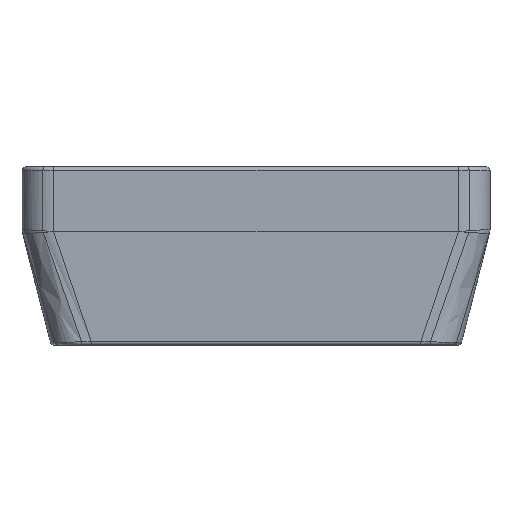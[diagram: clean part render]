
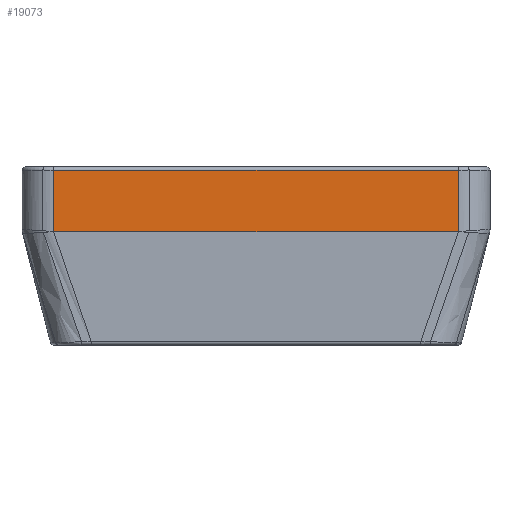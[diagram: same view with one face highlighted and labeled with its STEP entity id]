
A CAD part, front view. The second image highlights one B-rep face of the part: STEP entity #19073.
In plain terms, the highlighted planar face has unit normal (0, -1, 0).
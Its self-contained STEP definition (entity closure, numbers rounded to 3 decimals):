
#10371 = B_SPLINE_SURFACE_WITH_KNOTS('',1,1,(
    (#10372,#10373)
    ,(#10374,#10375
    )),.UNSPECIFIED.,.F.,.F.,.F.,(2,2),(2,2),(0.,25.7),(0.,1.)
  ,.PIECEWISE_BEZIER_KNOTS.);
#10372 = CARTESIAN_POINT('',(-12.85,-19.5,31.2));
#10373 = CARTESIAN_POINT('',(-10.389,-19.5,24.));
#10374 = CARTESIAN_POINT('',(12.85,-19.5,31.2));
#10375 = CARTESIAN_POINT('',(10.389,-19.5,24.));
#12548 = CYLINDRICAL_SURFACE('',#12549,0.2);
#12549 = AXIS2_PLACEMENT_3D('',#12550,#12551,#12552);
#12550 = CARTESIAN_POINT('',(-12.85,-19.3,35.1));
#12551 = DIRECTION('',(1.,0.,0.));
#12552 = DIRECTION('',(0.,0.,1.));
#14650 = VERTEX_POINT('',#14651);
#14651 = CARTESIAN_POINT('',(12.85,-19.5,31.2));
#14673 = VERTEX_POINT('',#14674);
#14674 = CARTESIAN_POINT('',(-12.85,-19.5,31.2));
#14694 = EDGE_CURVE('',#14673,#14650,#14695,.T.);
#14695 = SURFACE_CURVE('',#14696,(#14700,#14707),.PCURVE_S1.);
#14696 = LINE('',#14697,#14698);
#14697 = CARTESIAN_POINT('',(-12.85,-19.5,31.2));
#14698 = VECTOR('',#14699,1.);
#14699 = DIRECTION('',(1.,0.,0.));
#14700 = PCURVE('',#10371,#14701);
#14701 = DEFINITIONAL_REPRESENTATION('',(#14702),#14706);
#14702 = LINE('',#14703,#14704);
#14703 = CARTESIAN_POINT('',(0.,0.));
#14704 = VECTOR('',#14705,1.);
#14705 = DIRECTION('',(1.,0.));
#14706 = ( GEOMETRIC_REPRESENTATION_CONTEXT(2) 
PARAMETRIC_REPRESENTATION_CONTEXT() REPRESENTATION_CONTEXT('2D SPACE',''
  ) );
#14707 = PCURVE('',#14708,#14713);
#14708 = PLANE('',#14709);
#14709 = AXIS2_PLACEMENT_3D('',#14710,#14711,#14712);
#14710 = CARTESIAN_POINT('',(-12.85,-19.5,31.2));
#14711 = DIRECTION('',(0.,1.,0.));
#14712 = DIRECTION('',(1.,0.,0.));
#14713 = DEFINITIONAL_REPRESENTATION('',(#14714),#14718);
#14714 = LINE('',#14715,#14716);
#14715 = CARTESIAN_POINT('',(0.,0.));
#14716 = VECTOR('',#14717,1.);
#14717 = DIRECTION('',(1.,0.));
#14718 = ( GEOMETRIC_REPRESENTATION_CONTEXT(2) 
PARAMETRIC_REPRESENTATION_CONTEXT() REPRESENTATION_CONTEXT('2D SPACE',''
  ) );
#17759 = VERTEX_POINT('',#17760);
#17760 = CARTESIAN_POINT('',(-12.85,-19.5,35.1));
#17797 = CYLINDRICAL_SURFACE('',#17798,2.);
#17798 = AXIS2_PLACEMENT_3D('',#17799,#17800,#17801);
#17799 = CARTESIAN_POINT('',(-12.85,-17.5,31.2));
#17800 = DIRECTION('',(-0.,-0.,-1.));
#17801 = DIRECTION('',(1.,0.,0.));
#17813 = EDGE_CURVE('',#17759,#17814,#17816,.T.);
#17814 = VERTEX_POINT('',#17815);
#17815 = CARTESIAN_POINT('',(12.85,-19.5,35.1));
#17816 = SURFACE_CURVE('',#17817,(#17821,#17828),.PCURVE_S1.);
#17817 = LINE('',#17818,#17819);
#17818 = CARTESIAN_POINT('',(-12.85,-19.5,35.1));
#17819 = VECTOR('',#17820,1.);
#17820 = DIRECTION('',(1.,0.,0.));
#17821 = PCURVE('',#12548,#17822);
#17822 = DEFINITIONAL_REPRESENTATION('',(#17823),#17827);
#17823 = LINE('',#17824,#17825);
#17824 = CARTESIAN_POINT('',(1.571,0.));
#17825 = VECTOR('',#17826,1.);
#17826 = DIRECTION('',(0.,1.));
#17827 = ( GEOMETRIC_REPRESENTATION_CONTEXT(2) 
PARAMETRIC_REPRESENTATION_CONTEXT() REPRESENTATION_CONTEXT('2D SPACE',''
  ) );
#17828 = PCURVE('',#14708,#17829);
#17829 = DEFINITIONAL_REPRESENTATION('',(#17830),#17834);
#17830 = LINE('',#17831,#17832);
#17831 = CARTESIAN_POINT('',(0.,-3.9));
#17832 = VECTOR('',#17833,1.);
#17833 = DIRECTION('',(1.,0.));
#17834 = ( GEOMETRIC_REPRESENTATION_CONTEXT(2) 
PARAMETRIC_REPRESENTATION_CONTEXT() REPRESENTATION_CONTEXT('2D SPACE',''
  ) );
#17903 = CYLINDRICAL_SURFACE('',#17904,2.);
#17904 = AXIS2_PLACEMENT_3D('',#17905,#17906,#17907);
#17905 = CARTESIAN_POINT('',(12.85,-17.5,31.2));
#17906 = DIRECTION('',(-0.,-0.,-1.));
#17907 = DIRECTION('',(1.,0.,0.));
#19073 = ADVANCED_FACE('',(#19074),#14708,.F.);
#19074 = FACE_BOUND('',#19075,.F.);
#19075 = EDGE_LOOP('',(#19076,#19097,#19098,#19119));
#19076 = ORIENTED_EDGE('',*,*,#19077,.T.);
#19077 = EDGE_CURVE('',#14673,#17759,#19078,.T.);
#19078 = SURFACE_CURVE('',#19079,(#19083,#19090),.PCURVE_S1.);
#19079 = LINE('',#19080,#19081);
#19080 = CARTESIAN_POINT('',(-12.85,-19.5,31.2));
#19081 = VECTOR('',#19082,1.);
#19082 = DIRECTION('',(0.,0.,1.));
#19083 = PCURVE('',#14708,#19084);
#19084 = DEFINITIONAL_REPRESENTATION('',(#19085),#19089);
#19085 = LINE('',#19086,#19087);
#19086 = CARTESIAN_POINT('',(0.,0.));
#19087 = VECTOR('',#19088,1.);
#19088 = DIRECTION('',(0.,-1.));
#19089 = ( GEOMETRIC_REPRESENTATION_CONTEXT(2) 
PARAMETRIC_REPRESENTATION_CONTEXT() REPRESENTATION_CONTEXT('2D SPACE',''
  ) );
#19090 = PCURVE('',#17797,#19091);
#19091 = DEFINITIONAL_REPRESENTATION('',(#19092),#19096);
#19092 = LINE('',#19093,#19094);
#19093 = CARTESIAN_POINT('',(-4.712,0.));
#19094 = VECTOR('',#19095,1.);
#19095 = DIRECTION('',(-0.,-1.));
#19096 = ( GEOMETRIC_REPRESENTATION_CONTEXT(2) 
PARAMETRIC_REPRESENTATION_CONTEXT() REPRESENTATION_CONTEXT('2D SPACE',''
  ) );
#19097 = ORIENTED_EDGE('',*,*,#17813,.T.);
#19098 = ORIENTED_EDGE('',*,*,#19099,.F.);
#19099 = EDGE_CURVE('',#14650,#17814,#19100,.T.);
#19100 = SURFACE_CURVE('',#19101,(#19105,#19112),.PCURVE_S1.);
#19101 = LINE('',#19102,#19103);
#19102 = CARTESIAN_POINT('',(12.85,-19.5,31.2));
#19103 = VECTOR('',#19104,1.);
#19104 = DIRECTION('',(0.,0.,1.));
#19105 = PCURVE('',#14708,#19106);
#19106 = DEFINITIONAL_REPRESENTATION('',(#19107),#19111);
#19107 = LINE('',#19108,#19109);
#19108 = CARTESIAN_POINT('',(25.7,0.));
#19109 = VECTOR('',#19110,1.);
#19110 = DIRECTION('',(0.,-1.));
#19111 = ( GEOMETRIC_REPRESENTATION_CONTEXT(2) 
PARAMETRIC_REPRESENTATION_CONTEXT() REPRESENTATION_CONTEXT('2D SPACE',''
  ) );
#19112 = PCURVE('',#17903,#19113);
#19113 = DEFINITIONAL_REPRESENTATION('',(#19114),#19118);
#19114 = LINE('',#19115,#19116);
#19115 = CARTESIAN_POINT('',(-4.712,0.));
#19116 = VECTOR('',#19117,1.);
#19117 = DIRECTION('',(-0.,-1.));
#19118 = ( GEOMETRIC_REPRESENTATION_CONTEXT(2) 
PARAMETRIC_REPRESENTATION_CONTEXT() REPRESENTATION_CONTEXT('2D SPACE',''
  ) );
#19119 = ORIENTED_EDGE('',*,*,#14694,.F.);
